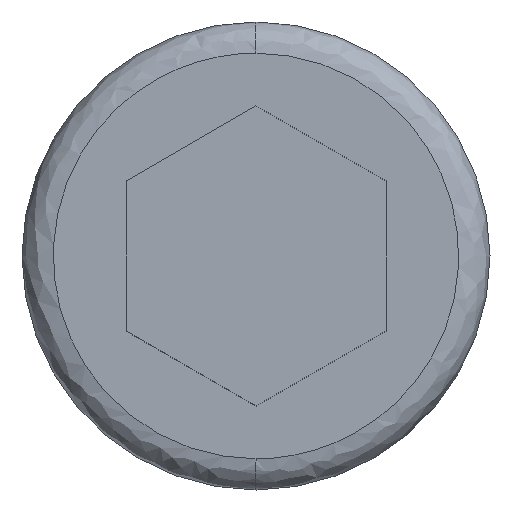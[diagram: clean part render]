
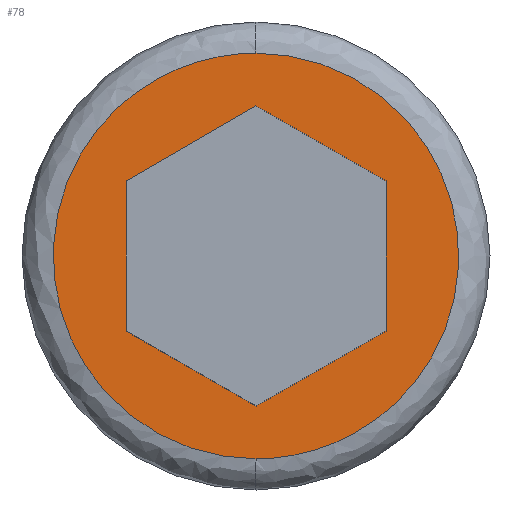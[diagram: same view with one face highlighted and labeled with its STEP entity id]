
A CAD part, left-side view. The second image highlights one B-rep face of the part: STEP entity #78.
In plain terms, the highlighted planar face has unit normal (-1, 0, 0).
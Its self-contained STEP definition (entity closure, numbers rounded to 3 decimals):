
#3 = LINE ( 'NONE', #182, #434 ) ;
#6 = EDGE_CURVE ( 'NONE', #503, #279, #285, .T. ) ;
#20 = CARTESIAN_POINT ( 'NONE',  ( -12., 15.6, 7.8 ) ) ;
#21 = CARTESIAN_POINT ( 'NONE',  ( -12., -15.6, 7.8 ) ) ;
#26 = LINE ( 'NONE', #527, #343 ) ;
#30 = CARTESIAN_POINT ( 'NONE',  ( -12., 5., 0. ) ) ;
#41 = EDGE_CURVE ( 'NONE', #287, #443, #59, .T. ) ;
#48 = ORIENTED_EDGE ( 'NONE', *, *, #41, .T. ) ;
#59 = LINE ( 'NONE', #539, #501 ) ;
#69 = ORIENTED_EDGE ( 'NONE', *, *, #80, .F. ) ;
#73 = CARTESIAN_POINT ( 'NONE',  ( -12., -5., 2.887 ) ) ;
#78 = ADVANCED_FACE ( 'NONE', ( #241, #229 ), #444, .T. ) ;
#80 = EDGE_CURVE ( 'NONE', #221, #474, #464, .T. ) ;
#92 = DIRECTION ( 'NONE',  ( 0., -0.866, 0.5 ) ) ;
#96 = DIRECTION ( 'NONE',  ( 0., -0.866, -0.5 ) ) ;
#102 = CARTESIAN_POINT ( 'NONE',  ( -12., 0., -5.774 ) ) ;
#133 =( BOUNDED_CURVE ( )  B_SPLINE_CURVE ( 3, ( #350, #398, #20, #150 ),
 .UNSPECIFIED., .F., .T. ) 
 B_SPLINE_CURVE_WITH_KNOTS ( ( 4, 4 ),
 ( 0.25, 0.75 ),
 .UNSPECIFIED. ) 
 CURVE ( )  GEOMETRIC_REPRESENTATION_ITEM ( )  RATIONAL_B_SPLINE_CURVE ( ( 1., 0.333, 0.333, 1. ) ) 
 REPRESENTATION_ITEM ( '' )  );
#135 = AXIS2_PLACEMENT_3D ( 'NONE', #207, #172, #528 ) ;
#150 = CARTESIAN_POINT ( 'NONE',  ( -12., 0., 7.8 ) ) ;
#155 = ORIENTED_EDGE ( 'NONE', *, *, #510, .T. ) ;
#166 = CARTESIAN_POINT ( 'NONE',  ( -12., 0., 5.774 ) ) ;
#172 = DIRECTION ( 'NONE',  ( -1., 0., 0. ) ) ;
#178 = CARTESIAN_POINT ( 'NONE',  ( -12., 5., -2.887 ) ) ;
#182 = CARTESIAN_POINT ( 'NONE',  ( -12., 0., 5.774 ) ) ;
#194 = ORIENTED_EDGE ( 'NONE', *, *, #6, .T. ) ;
#205 = EDGE_CURVE ( 'NONE', #279, #543, #469, .T. ) ;
#207 = CARTESIAN_POINT ( 'NONE',  ( -12., 7.387, 0. ) ) ;
#209 = VECTOR ( 'NONE', #291, 1000. ) ;
#215 = CARTESIAN_POINT ( 'NONE',  ( -12., 0., 7.8 ) ) ;
#221 = VERTEX_POINT ( 'NONE', #215 ) ;
#229 = FACE_OUTER_BOUND ( 'NONE', #322, .T. ) ;
#232 = CARTESIAN_POINT ( 'NONE',  ( -12., 5., 2.887 ) ) ;
#237 = EDGE_LOOP ( 'NONE', ( #194, #459, #508, #48, #155, #516 ) ) ;
#241 = FACE_BOUND ( 'NONE', #237, .T. ) ;
#251 = CARTESIAN_POINT ( 'NONE',  ( -12., 0., -7.8 ) ) ;
#279 = VERTEX_POINT ( 'NONE', #327 ) ;
#282 = VECTOR ( 'NONE', #410, 1000. ) ;
#285 = LINE ( 'NONE', #520, #209 ) ;
#287 = VERTEX_POINT ( 'NONE', #232 ) ;
#291 = DIRECTION ( 'NONE',  ( 0., 0.866, -0.5 ) ) ;
#296 = DIRECTION ( 'NONE',  ( 0., 0., -1. ) ) ;
#317 = LINE ( 'NONE', #30, #282 ) ;
#322 = EDGE_LOOP ( 'NONE', ( #371, #69 ) ) ;
#327 = CARTESIAN_POINT ( 'NONE',  ( -12., 0., -5.774 ) ) ;
#342 = CARTESIAN_POINT ( 'NONE',  ( -12., 0., -7.8 ) ) ;
#343 = VECTOR ( 'NONE', #296, 1000. ) ;
#350 = CARTESIAN_POINT ( 'NONE',  ( -12., 0., -7.8 ) ) ;
#371 = ORIENTED_EDGE ( 'NONE', *, *, #496, .F. ) ;
#377 = VECTOR ( 'NONE', #408, 1000. ) ;
#393 = VERTEX_POINT ( 'NONE', #73 ) ;
#394 = EDGE_CURVE ( 'NONE', #543, #287, #317, .T. ) ;
#396 = CARTESIAN_POINT ( 'NONE',  ( -12., 0., 7.8 ) ) ;
#398 = CARTESIAN_POINT ( 'NONE',  ( -12., 15.6, -7.8 ) ) ;
#408 = DIRECTION ( 'NONE',  ( 0., 0.866, 0.5 ) ) ;
#410 = DIRECTION ( 'NONE',  ( 0., 0., 1. ) ) ;
#434 = VECTOR ( 'NONE', #96, 1000. ) ;
#441 = CARTESIAN_POINT ( 'NONE',  ( -12., -15.6, -7.8 ) ) ;
#443 = VERTEX_POINT ( 'NONE', #166 ) ;
#444 = PLANE ( 'NONE',  #135 ) ;
#451 = CARTESIAN_POINT ( 'NONE',  ( -12., -5., -2.887 ) ) ;
#459 = ORIENTED_EDGE ( 'NONE', *, *, #205, .T. ) ;
#464 =( BOUNDED_CURVE ( )  B_SPLINE_CURVE ( 3, ( #396, #21, #441, #251 ),
 .UNSPECIFIED., .F., .F. ) 
 B_SPLINE_CURVE_WITH_KNOTS ( ( 4, 4 ),
 ( 0.75, 1.25 ),
 .UNSPECIFIED. ) 
 CURVE ( )  GEOMETRIC_REPRESENTATION_ITEM ( )  RATIONAL_B_SPLINE_CURVE ( ( 1., 0.333, 0.333, 1. ) ) 
 REPRESENTATION_ITEM ( '' )  );
#469 = LINE ( 'NONE', #102, #377 ) ;
#474 = VERTEX_POINT ( 'NONE', #342 ) ;
#478 = EDGE_CURVE ( 'NONE', #393, #503, #26, .T. ) ;
#496 = EDGE_CURVE ( 'NONE', #474, #221, #133, .T. ) ;
#501 = VECTOR ( 'NONE', #92, 1000. ) ;
#503 = VERTEX_POINT ( 'NONE', #451 ) ;
#508 = ORIENTED_EDGE ( 'NONE', *, *, #394, .T. ) ;
#510 = EDGE_CURVE ( 'NONE', #443, #393, #3, .T. ) ;
#516 = ORIENTED_EDGE ( 'NONE', *, *, #478, .T. ) ;
#520 = CARTESIAN_POINT ( 'NONE',  ( -12., -5., -2.887 ) ) ;
#527 = CARTESIAN_POINT ( 'NONE',  ( -12., -5., 0. ) ) ;
#528 = DIRECTION ( 'NONE',  ( 0., 0., 1. ) ) ;
#539 = CARTESIAN_POINT ( 'NONE',  ( -12., 5., 2.887 ) ) ;
#543 = VERTEX_POINT ( 'NONE', #178 ) ;
